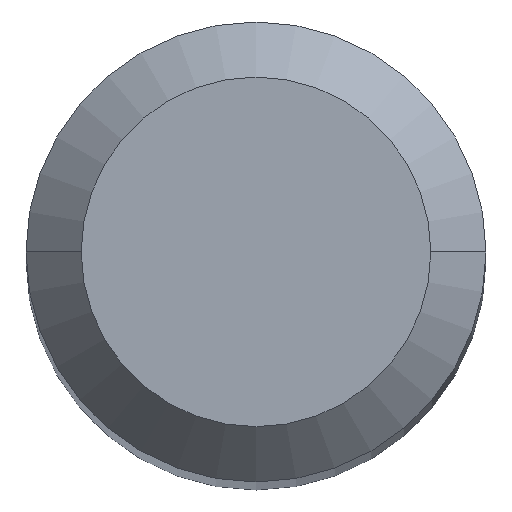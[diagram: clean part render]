
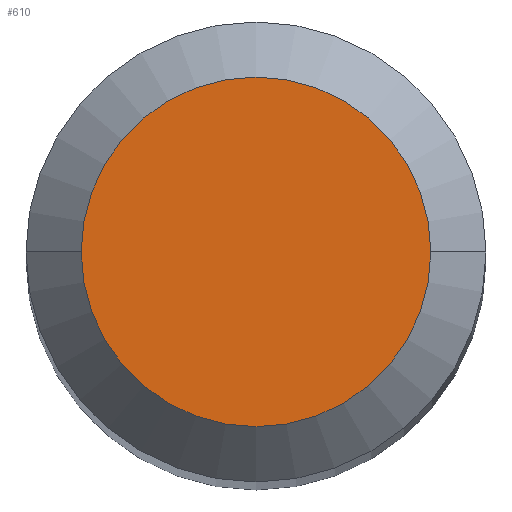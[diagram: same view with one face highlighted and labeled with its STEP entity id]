
A CAD part, top view. The second image highlights one B-rep face of the part: STEP entity #610.
In plain terms, the highlighted planar face has unit normal (0, 0, 1).
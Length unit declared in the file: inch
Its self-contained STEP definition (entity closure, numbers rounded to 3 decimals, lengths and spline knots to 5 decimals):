
#50 = PLANE ( 'NONE',  #355 ) ;
#64 = CARTESIAN_POINT ( 'NONE',  ( 0., 0., 1.5 ) ) ;
#69 = DIRECTION ( 'NONE',  ( 0., 0., 1. ) ) ;
#123 = CARTESIAN_POINT ( 'NONE',  ( 0.0475, 0., 1.5 ) ) ;
#125 = AXIS2_PLACEMENT_3D ( 'NONE', #560, #156, #1035 ) ;
#156 = DIRECTION ( 'NONE',  ( 0., 0., 1. ) ) ;
#162 = CIRCLE ( 'NONE', #125, 0.0475 ) ;
#166 = EDGE_CURVE ( 'NONE', #918, #319, #162, .T. ) ;
#282 = EDGE_LOOP ( 'NONE', ( #867, #838 ) ) ;
#285 = EDGE_CURVE ( 'NONE', #319, #918, #894, .T. ) ;
#290 = DIRECTION ( 'NONE',  ( 0., 0., 1. ) ) ;
#319 = VERTEX_POINT ( 'NONE', #425 ) ;
#330 = DIRECTION ( 'NONE',  ( 1., 0., 0. ) ) ;
#355 = AXIS2_PLACEMENT_3D ( 'NONE', #849, #290, #859 ) ;
#425 = CARTESIAN_POINT ( 'NONE',  ( -0.0475, 0., 1.5 ) ) ;
#560 = CARTESIAN_POINT ( 'NONE',  ( 0., 0., 1.5 ) ) ;
#598 = AXIS2_PLACEMENT_3D ( 'NONE', #64, #69, #330 ) ;
#610 = ADVANCED_FACE ( 'NONE', ( #845 ), #50, .T. ) ;
#838 = ORIENTED_EDGE ( 'NONE', *, *, #166, .T. ) ;
#845 = FACE_OUTER_BOUND ( 'NONE', #282, .T. ) ;
#849 = CARTESIAN_POINT ( 'NONE',  ( 0., 0., 1.5 ) ) ;
#859 = DIRECTION ( 'NONE',  ( 1., 0., 0. ) ) ;
#867 = ORIENTED_EDGE ( 'NONE', *, *, #285, .T. ) ;
#894 = CIRCLE ( 'NONE', #598, 0.0475 ) ;
#918 = VERTEX_POINT ( 'NONE', #123 ) ;
#1035 = DIRECTION ( 'NONE',  ( 1., 0., 0. ) ) ;
